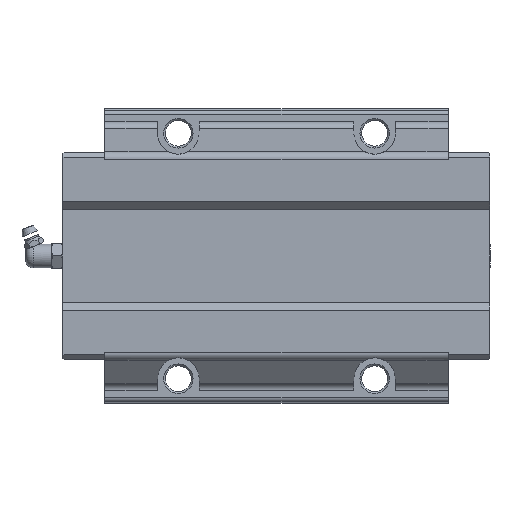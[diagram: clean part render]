
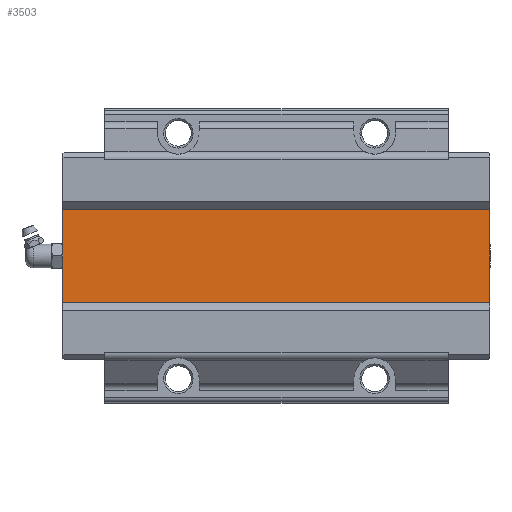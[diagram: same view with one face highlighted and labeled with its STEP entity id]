
A CAD part, front view. The second image highlights one B-rep face of the part: STEP entity #3503.
In plain terms, the highlighted planar face has unit normal (0, -1, 0).
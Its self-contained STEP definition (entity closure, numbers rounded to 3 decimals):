
#109 = DIRECTION ( 'NONE',  ( 0., -1., 0. ) ) ;
#150 = VERTEX_POINT ( 'NONE', #2861 ) ;
#413 = EDGE_CURVE ( 'NONE', #150, #417, #6524, .T. ) ;
#417 = VERTEX_POINT ( 'NONE', #6553 ) ;
#453 = DIRECTION ( 'NONE',  ( 0., 0., 1. ) ) ;
#910 = DIRECTION ( 'NONE',  ( 1., 0., 0. ) ) ;
#1582 = DIRECTION ( 'NONE',  ( 0., 0., -1. ) ) ;
#1592 = LINE ( 'NONE', #3779, #3822 ) ;
#1901 = FACE_OUTER_BOUND ( 'NONE', #6419, .T. ) ;
#2031 = LINE ( 'NONE', #4688, #4936 ) ;
#2342 = DIRECTION ( 'NONE',  ( 0., 0., -1. ) ) ;
#2743 = CARTESIAN_POINT ( 'NONE',  ( 87., 23.1, -19.191 ) ) ;
#2861 = CARTESIAN_POINT ( 'NONE',  ( -87., 23.1, 19.191 ) ) ;
#2945 = ORIENTED_EDGE ( 'NONE', *, *, #4803, .T. ) ;
#3175 = AXIS2_PLACEMENT_3D ( 'NONE', #5612, #109, #2342 ) ;
#3503 = ADVANCED_FACE ( 'NONE', ( #1901 ), #6348, .T. ) ;
#3534 = DIRECTION ( 'NONE',  ( -1., 0., 0. ) ) ;
#3604 = ORIENTED_EDGE ( 'NONE', *, *, #6079, .T. ) ;
#3698 = VERTEX_POINT ( 'NONE', #4381 ) ;
#3779 = CARTESIAN_POINT ( 'NONE',  ( 87., 23.1, 19.191 ) ) ;
#3822 = VECTOR ( 'NONE', #3534, 1000. ) ;
#4381 = CARTESIAN_POINT ( 'NONE',  ( 87., 23.1, 19.191 ) ) ;
#4688 = CARTESIAN_POINT ( 'NONE',  ( 87., 23.1, -19.191 ) ) ;
#4719 = VECTOR ( 'NONE', #453, 1000. ) ;
#4803 = EDGE_CURVE ( 'NONE', #3698, #150, #1592, .T. ) ;
#4830 = ORIENTED_EDGE ( 'NONE', *, *, #413, .T. ) ;
#4936 = VECTOR ( 'NONE', #910, 1000. ) ;
#5407 = LINE ( 'NONE', #2743, #4719 ) ;
#5612 = CARTESIAN_POINT ( 'NONE',  ( 87., 23.1, -19.191 ) ) ;
#5841 = CARTESIAN_POINT ( 'NONE',  ( 87., 23.1, -19.191 ) ) ;
#5894 = EDGE_CURVE ( 'NONE', #417, #6295, #2031, .T. ) ;
#5940 = CARTESIAN_POINT ( 'NONE',  ( -87., 23.1, -19.191 ) ) ;
#6079 = EDGE_CURVE ( 'NONE', #6295, #3698, #5407, .T. ) ;
#6295 = VERTEX_POINT ( 'NONE', #5841 ) ;
#6348 = PLANE ( 'NONE',  #3175 ) ;
#6418 = VECTOR ( 'NONE', #1582, 1000. ) ;
#6419 = EDGE_LOOP ( 'NONE', ( #3604, #2945, #4830, #6848 ) ) ;
#6524 = LINE ( 'NONE', #5940, #6418 ) ;
#6553 = CARTESIAN_POINT ( 'NONE',  ( -87., 23.1, -19.191 ) ) ;
#6848 = ORIENTED_EDGE ( 'NONE', *, *, #5894, .T. ) ;
